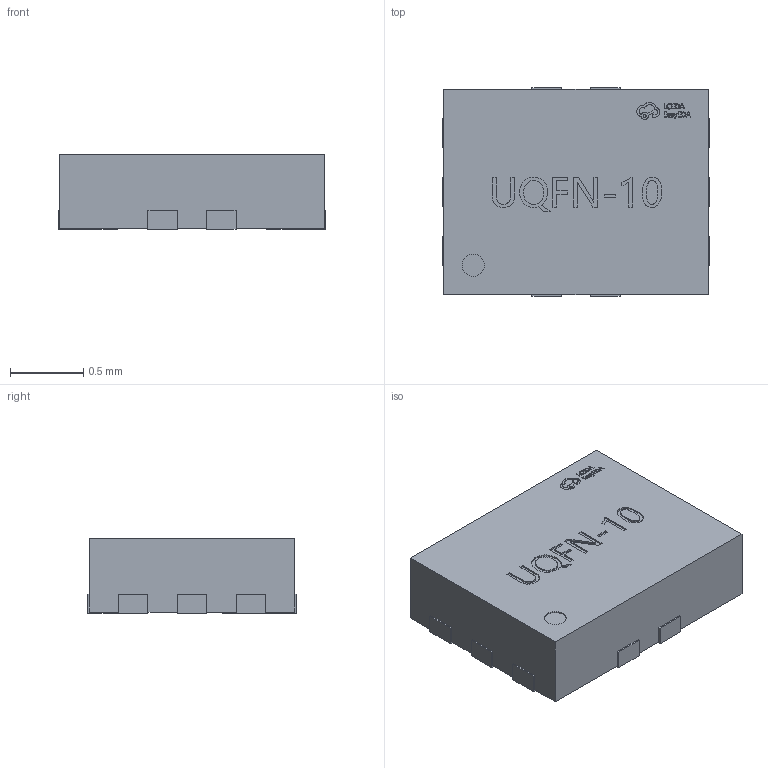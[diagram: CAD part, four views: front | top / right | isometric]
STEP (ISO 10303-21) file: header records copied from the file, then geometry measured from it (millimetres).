
FILE_DESCRIPTION (( 'STEP AP214' ), '1' );
FILE_NAME ('UQFN-10_L1.8-W1.4-H0.5-P0.40.step', '2022-07-15T04:00:05', ( '' ), ( '' ), 'SwSTEP 2.0', 'SolidWorks 2020', '' );
FILE_SCHEMA (( 'AUTOMOTIVE_DESIGN' ));
Length unit declared in the file: millimetre
Products named in the file (1): UQFN-10_L1.8-W1.4-H0.5-P0.40
Bounding box: 1.82 x 1.42 x 0.51 mm (x, y, z)
Volume: 1.3 mm3; surface area: 8.5 mm2
Topology: 14 solids, 14 shells, 437 faces, 1176 edges, 784 vertices
Faces by surface type: plane 295, bspline 140, cylinder 2
Entity records: 21184 total; most frequent: CARTESIAN_POINT 6194, ORIENTED_EDGE 2352, DIRECTION 1492, EDGE_CURVE 1176, LINE 888, VECTOR 888, VERTEX_POINT 784, EDGE_LOOP 466
